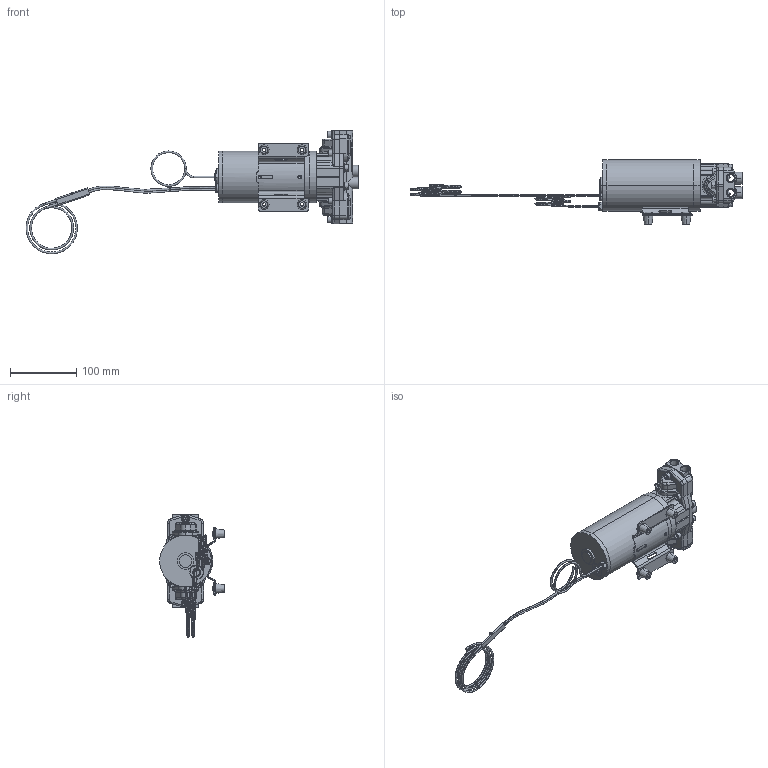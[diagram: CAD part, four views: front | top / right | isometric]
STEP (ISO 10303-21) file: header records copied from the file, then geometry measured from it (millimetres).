
FILE_DESCRIPTION (( 'STEP AP203' ), '1' );
FILE_NAME ('116C-M70.STEP', '2019-03-25T14:26:54', ( '' ), ( '' ), 'SwSTEP 2.0', 'SolidWorks 2018', '' );
FILE_SCHEMA (( 'CONFIG_CONTROL_DESIGN' ));
Length unit declared in the file: inch
Products named in the file (1): 116C-M70
Bounding box: 500.65 x 97.56 x 186.12 mm (x, y, z)
Volume: 946317.9 mm3; surface area: 206074.2 mm2
Topology: 26 solids, 83 shells, 2990 faces, 7758 edges, 5091 vertices
Faces by surface type: plane 1677, bspline 648, cylinder 434, cone 150, torus 73, sphere 8
Entity records: 131646 total; most frequent: CARTESIAN_POINT 62941, ORIENTED_EDGE 15392, DIRECTION 11860, EDGE_CURVE 7696, VERTEX_POINT 5091, VECTOR 4872, LINE 4872, AXIS2_PLACEMENT_3D 3494
